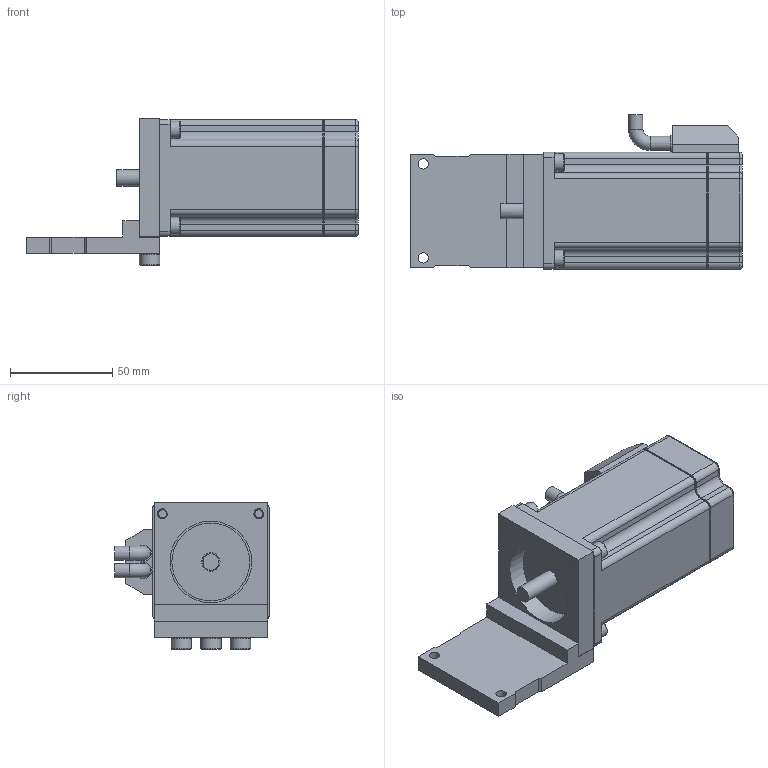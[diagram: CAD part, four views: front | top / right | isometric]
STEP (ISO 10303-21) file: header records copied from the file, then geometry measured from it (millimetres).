
FILE_DESCRIPTION(/* description */ (''),/* implementation_level */ '2;1');
FILE_NAME(/* name */ 'X-Axis-Motor-Bracket-Web v1.step',/* time_stamp */ '2025-06-28T14:32:22-05:00',/* author */ (''),/* organization */ (''),/* preprocessor_version */ 'ST-DEVELOPER v20.1',/* originating_system */ 'Autodesk Translation Framework v14.10.0.0',/* authorisation */ '');
FILE_SCHEMA (('AUTOMOTIVE_DESIGN { 1 0 10303 214 3 1 1 }'));
Length unit declared in the file: millimetre
Products named in the file (6): X-Axis-Motor-Bracket-Web; ES-M32320; 92290A867_Super-Corrosion-Resistant 316 Stainless Steel Socket Head S
crew; 92290A868_Super-Corrosion-Resistant 316 Stainless Steel Socket Head S
crew; Component3; Component4
Assembly tree (10 placements, depth 2):
  X-Axis-Motor-Bracket-Web
    ES-M32320
    92290A867_Super-Corrosion-Resistant 316 Stainless Steel Socket Head S
crew  x4
    92290A868_Super-Corrosion-Resistant 316 Stainless Steel Socket Head S
crew  x3
    Component3
    Component4
Bounding box: 162.5 x 75.58 x 71.92 mm (x, y, z)
Volume: 349273.6 mm3; surface area: 54369.7 mm2
Topology: 10 solids, 10 shells, 790 faces, 2032 edges, 1279 vertices
Faces by surface type: cylinder 417, plane 202, torus 97, cone 60, bspline 14
Full cylindrical faces by diameter (mm): 3.961 x68, 4.2 x4, 4.701 x39, 5 x78, 5.1 x3, 6 x42, 7 x4, 8 x3, 8.5 x4, 9 x1, 10 x3, 38.1 x1, 40 x1
Entity records: 18447 total; most frequent: CARTESIAN_POINT 8107, DIRECTION 2170, ORIENTED_EDGE 2128, EDGE_CURVE 1064, AXIS2_PLACEMENT_3D 841, VERTEX_POINT 660, LINE 488, VECTOR 488
